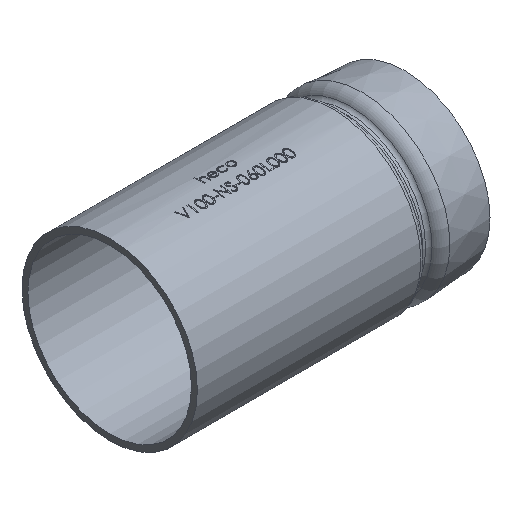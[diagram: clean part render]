
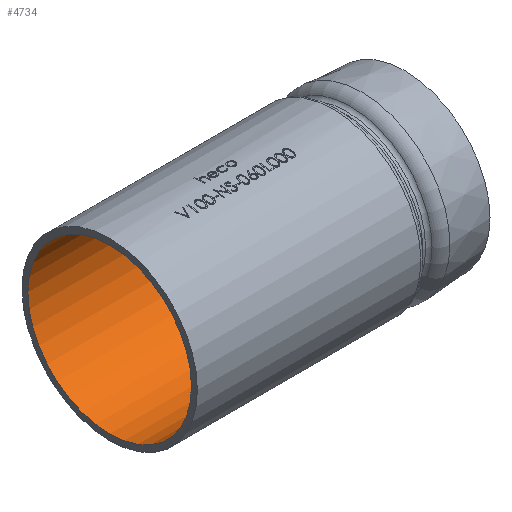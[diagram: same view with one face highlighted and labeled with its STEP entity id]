
A CAD part, isometric view. The second image highlights one B-rep face of the part: STEP entity #4734.
In plain terms, the highlighted cylindrical face has radius 28.131 mm (diameter 56.261 mm), a full revolution.
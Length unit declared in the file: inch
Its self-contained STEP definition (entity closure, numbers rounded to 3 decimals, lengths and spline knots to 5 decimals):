
#343 = CYLINDRICAL_SURFACE ( 'NONE', #11077, 1.1075 ) ;
#546 = CARTESIAN_POINT ( 'NONE',  ( 1.50787, 0., 0. ) ) ;
#2929 = CARTESIAN_POINT ( 'NONE',  ( 0., 0., -1.1075 ) ) ;
#2983 = CIRCLE ( 'NONE', #12118, 1.1075 ) ;
#3396 = DIRECTION ( 'NONE',  ( 1., 0., 0. ) ) ;
#3913 = ORIENTED_EDGE ( 'NONE', *, *, #4244, .F. ) ;
#4134 = CARTESIAN_POINT ( 'NONE',  ( 2.9845, -1.1075, 0. ) ) ;
#4244 = EDGE_CURVE ( 'NONE', #9650, #9650, #8345, .T. ) ;
#4266 = DIRECTION ( 'NONE',  ( 0., 0., -1. ) ) ;
#4303 = FACE_OUTER_BOUND ( 'NONE', #9006, .T. ) ;
#4352 = VERTEX_POINT ( 'NONE', #4134 ) ;
#4361 = ORIENTED_EDGE ( 'NONE', *, *, #16114, .F. ) ;
#4734 = ADVANCED_FACE ( 'NONE', ( #4303, #9415 ), #343, .F. ) ;
#4969 = DIRECTION ( 'NONE',  ( 0., -1., 0. ) ) ;
#8345 = CIRCLE ( 'NONE', #13582, 1.1075 ) ;
#8615 = DIRECTION ( 'NONE',  ( -1., 0., 0. ) ) ;
#9006 = EDGE_LOOP ( 'NONE', ( #3913 ) ) ;
#9415 = FACE_OUTER_BOUND ( 'NONE', #15976, .T. ) ;
#9650 = VERTEX_POINT ( 'NONE', #2929 ) ;
#11077 = AXIS2_PLACEMENT_3D ( 'NONE', #546, #3396, #15890 ) ;
#11818 = CARTESIAN_POINT ( 'NONE',  ( 0., 0., 0. ) ) ;
#12118 = AXIS2_PLACEMENT_3D ( 'NONE', #16180, #8615, #4969 ) ;
#13582 = AXIS2_PLACEMENT_3D ( 'NONE', #11818, #15479, #4266 ) ;
#15479 = DIRECTION ( 'NONE',  ( 1., 0., 0. ) ) ;
#15890 = DIRECTION ( 'NONE',  ( 0., 1., 0. ) ) ;
#15976 = EDGE_LOOP ( 'NONE', ( #4361 ) ) ;
#16114 = EDGE_CURVE ( 'NONE', #4352, #4352, #2983, .T. ) ;
#16180 = CARTESIAN_POINT ( 'NONE',  ( 2.9845, 0., 0. ) ) ;
